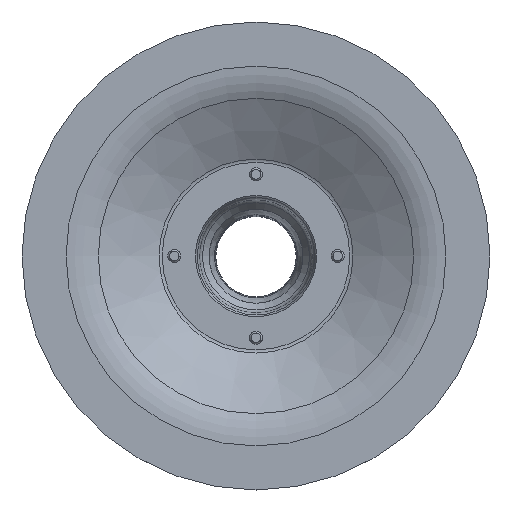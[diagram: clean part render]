
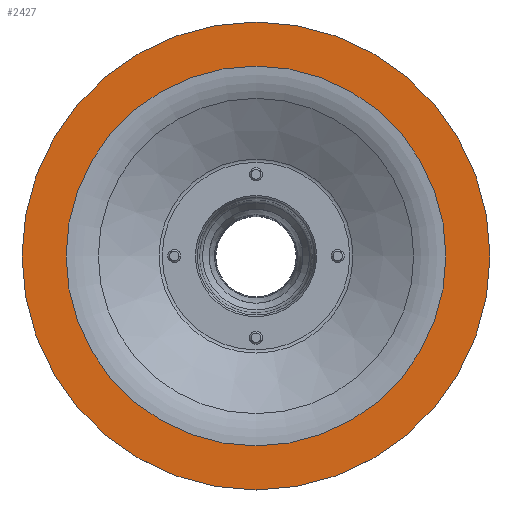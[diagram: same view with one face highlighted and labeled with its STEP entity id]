
A CAD part, top view. The second image highlights one B-rep face of the part: STEP entity #2427.
In plain terms, the highlighted planar face has unit normal (0, 0, 1).
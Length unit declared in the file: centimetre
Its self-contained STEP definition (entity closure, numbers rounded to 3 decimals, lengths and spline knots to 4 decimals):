
#59=FACE_BOUND('',#407,.T.);
#103=PLANE('',#2706);
#239=FACE_OUTER_BOUND('',#406,.T.);
#406=EDGE_LOOP('',(#1894));
#407=EDGE_LOOP('',(#1895));
#818=CIRCLE('',#2677,146.);
#835=CIRCLE('',#2704,118.5);
#1040=VERTEX_POINT('',#4127);
#1054=VERTEX_POINT('',#4172);
#1330=EDGE_CURVE('',#1040,#1040,#818,.T.);
#1350=EDGE_CURVE('',#1054,#1054,#835,.T.);
#1894=ORIENTED_EDGE('',*,*,#1330,.F.);
#1895=ORIENTED_EDGE('',*,*,#1350,.T.);
#2427=ADVANCED_FACE('',(#239,#59),#103,.T.);
#2677=AXIS2_PLACEMENT_3D('',#4129,#3321,#3322);
#2704=AXIS2_PLACEMENT_3D('',#4173,#3378,#3379);
#2706=AXIS2_PLACEMENT_3D('',#4175,#3382,#3383);
#3321=DIRECTION('center_axis',(0.,0.,-1.));
#3322=DIRECTION('ref_axis',(1.,0.,0.));
#3378=DIRECTION('center_axis',(0.,0.,-1.));
#3379=DIRECTION('ref_axis',(1.,0.,0.));
#3382=DIRECTION('center_axis',(0.,0.,1.));
#3383=DIRECTION('ref_axis',(0.,-1.,0.));
#4127=CARTESIAN_POINT('',(146.,0.,250.));
#4129=CARTESIAN_POINT('Origin',(0.,0.,250.));
#4172=CARTESIAN_POINT('',(0.,-118.5,250.));
#4173=CARTESIAN_POINT('Origin',(0.,0.,250.));
#4175=CARTESIAN_POINT('Origin',(-146.,0.,250.));
